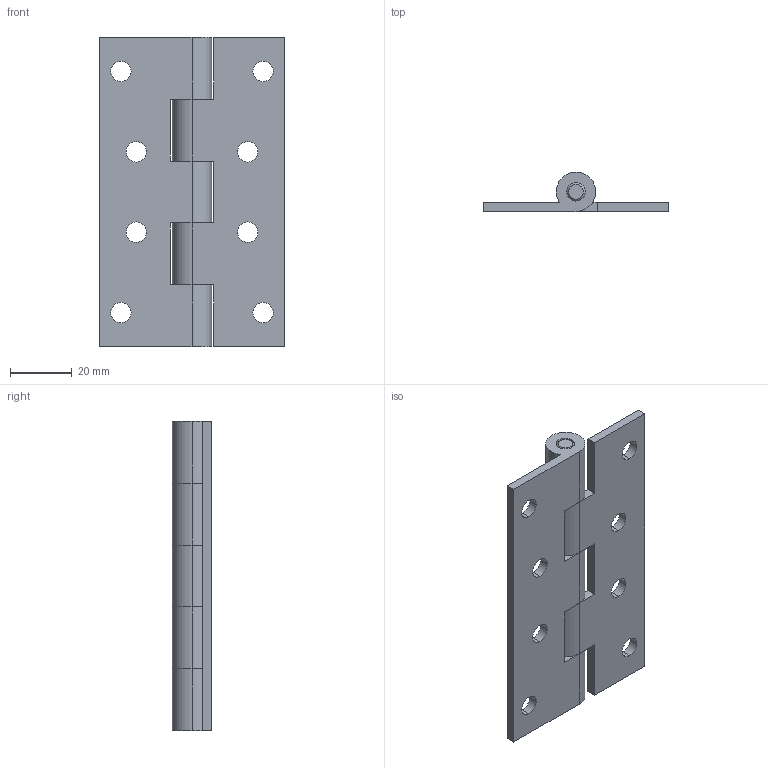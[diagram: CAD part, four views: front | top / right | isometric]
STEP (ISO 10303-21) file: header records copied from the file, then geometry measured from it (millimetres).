
FILE_DESCRIPTION (( 'STEP AP214' ), '1' );
FILE_NAME ('C-HHSN100.STEP', '2021-03-21T11:58:09', ( '' ), ( '' ), 'SwSTEP 2.0', 'SolidWorks 2016', '' );
FILE_SCHEMA (( 'AUTOMOTIVE_DESIGN' ));
Length unit declared in the file: millimetre
Products named in the file (4): C-HHSN100; C-HHSN100_3; C-HHSN100_2; C-HHSN100_1
Assembly tree (3 placements, depth 2):
  C-HHSN100
    C-HHSN100_1
    C-HHSN100_2
    C-HHSN100_3
Bounding box: 60 x 12.7 x 100 mm (x, y, z)
Volume: 26601.8 mm3; surface area: 19426.8 mm2
Topology: 3 solids, 3 shells, 72 faces, 194 edges, 128 vertices
Faces by surface type: cylinder 43, plane 25, cone 4
Entity records: 2502 total; most frequent: DIRECTION 440, CARTESIAN_POINT 400, ORIENTED_EDGE 388, EDGE_CURVE 194, AXIS2_PLACEMENT_3D 168, VERTEX_POINT 128, LINE 104, VECTOR 104
